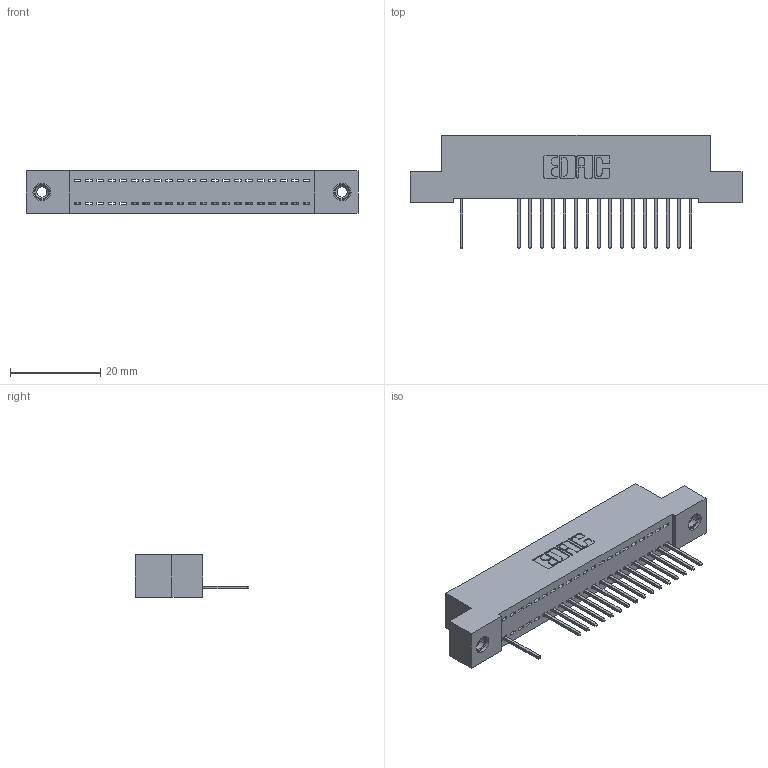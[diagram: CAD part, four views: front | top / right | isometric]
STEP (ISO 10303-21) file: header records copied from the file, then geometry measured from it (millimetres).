
FILE_DESCRIPTION (( 'STEP AP203' ), '1' );
FILE_NAME ('392-021-523-108.STEP', '2018-08-15T07:44:43', ( '' ), ( '' ), 'SwSTEP 2.0', 'SolidWorks 2016', '' );
FILE_SCHEMA (( 'CONFIG_CONTROL_DESIGN' ));
Length unit declared in the file: inch
Products named in the file (4): 345-292-001_345-293-123; 345-250-001_345-250-003-102; 392-021-523-108; 342 Part_TI
Assembly tree (20 placements, depth 2):
  392-021-523-108
    342 Part_TI
    345-292-001_345-293-123  x17
    345-250-001_345-250-003-102  x2
Bounding box: 73.66 x 25.15 x 9.4 mm (x, y, z)
Volume: 6323.2 mm3; surface area: 8690.1 mm2
Topology: 20 solids, 20 shells, 1204 faces, 3595 edges, 2366 vertices
Faces by surface type: plane 860, cylinder 328, cone 12, torus 4
Entity records: 16498 total; most frequent: CARTESIAN_POINT 2848, ORIENTED_EDGE 2802, DIRECTION 2473, EDGE_CURVE 1401, LINE 1253, VECTOR 1253, VERTEX_POINT 928, AXIS2_PLACEMENT_3D 610
